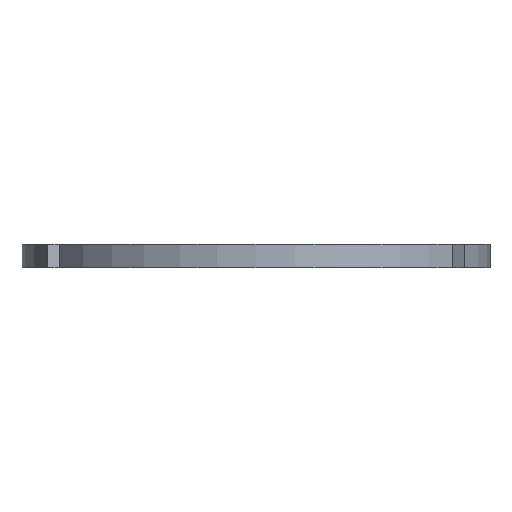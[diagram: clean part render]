
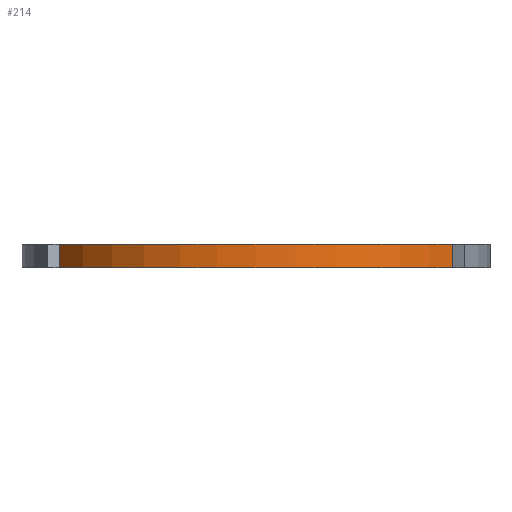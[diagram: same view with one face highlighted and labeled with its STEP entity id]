
A CAD part, front view. The second image highlights one B-rep face of the part: STEP entity #214.
In plain terms, the highlighted cylindrical face has radius 33.5 mm (diameter 67 mm), a partial arc.
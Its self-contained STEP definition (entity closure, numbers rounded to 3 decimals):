
#109=CARTESIAN_POINT('Axis2P3D Location',(0.,0.,1.7)) ;
#154=CARTESIAN_POINT('Line Origine',(-28.124,-18.201,1.7)) ;
#158=CARTESIAN_POINT('Vertex',(-28.124,-18.201,0.)) ;
#160=CARTESIAN_POINT('Vertex',(-28.124,-18.201,3.4)) ;
#189=CARTESIAN_POINT('Axis2P3D Location',(0.,0.,0.)) ;
#193=CARTESIAN_POINT('Vertex',(28.124,-18.201,0.)) ;
#196=CARTESIAN_POINT('Line Origine',(28.124,-18.201,1.7)) ;
#200=CARTESIAN_POINT('Vertex',(28.124,-18.201,3.4)) ;
#203=CARTESIAN_POINT('Axis2P3D Location',(0.,0.,3.4)) ;
#110=DIRECTION('Axis2P3D Direction',(0.,0.,1.)) ;
#111=DIRECTION('Axis2P3D XDirection',(1.,0.,0.)) ;
#155=DIRECTION('Vector Direction',(0.,0.,1.)) ;
#190=DIRECTION('Axis2P3D Direction',(0.,0.,1.)) ;
#197=DIRECTION('Vector Direction',(0.,0.,1.)) ;
#204=DIRECTION('Axis2P3D Direction',(0.,0.,1.)) ;
#112=AXIS2_PLACEMENT_3D('Cylinder Axis2P3D',#109,#110,#111) ;
#191=AXIS2_PLACEMENT_3D('Circle Axis2P3D',#189,#190,$) ;
#205=AXIS2_PLACEMENT_3D('Circle Axis2P3D',#203,#204,$) ;
#209=ORIENTED_EDGE('',*,*,#195,.T.) ;
#210=ORIENTED_EDGE('',*,*,#202,.T.) ;
#211=ORIENTED_EDGE('',*,*,#207,.F.) ;
#212=ORIENTED_EDGE('',*,*,#162,.F.) ;
#156=VECTOR('Line Direction',#155,1.) ;
#198=VECTOR('Line Direction',#197,1.) ;
#214=ADVANCED_FACE('',(#213),#113,.T.) ;
#192=CIRCLE('generated circle',#191,33.5) ;
#206=CIRCLE('generated circle',#205,33.5) ;
#113=CYLINDRICAL_SURFACE('generated cylinder',#112,33.5) ;
#162=EDGE_CURVE('',#159,#161,#157,.T.) ;
#195=EDGE_CURVE('',#159,#194,#192,.T.) ;
#202=EDGE_CURVE('',#194,#201,#199,.T.) ;
#207=EDGE_CURVE('',#161,#201,#206,.T.) ;
#208=EDGE_LOOP('',(#209,#210,#211,#212)) ;
#213=FACE_OUTER_BOUND('',#208,.T.) ;
#157=LINE('Line',#154,#156) ;
#199=LINE('Line',#196,#198) ;
#159=VERTEX_POINT('',#158) ;
#161=VERTEX_POINT('',#160) ;
#194=VERTEX_POINT('',#193) ;
#201=VERTEX_POINT('',#200) ;
